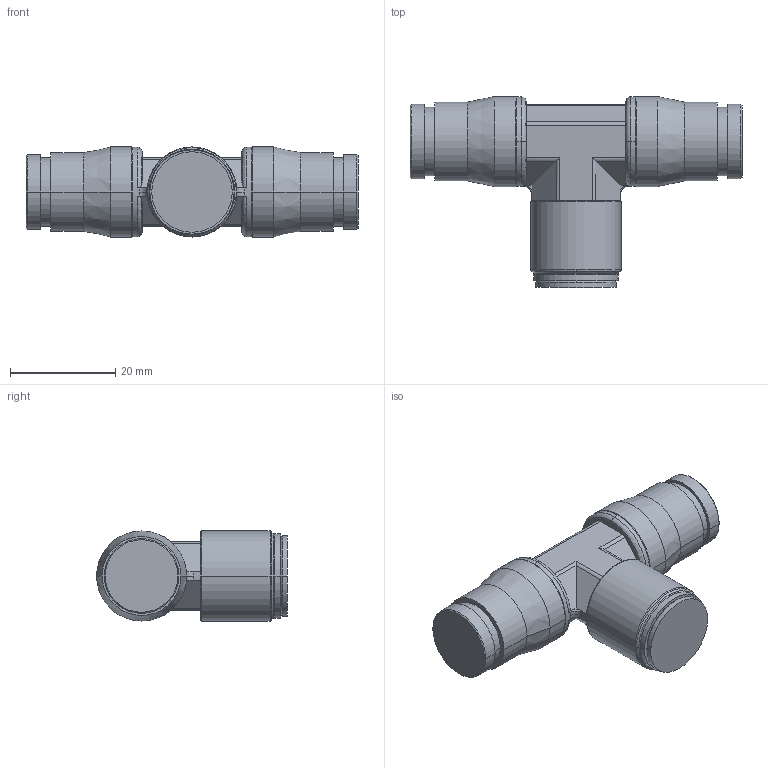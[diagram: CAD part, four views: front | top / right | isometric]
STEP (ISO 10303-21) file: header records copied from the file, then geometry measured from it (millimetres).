
FILE_DESCRIPTION(('STEP AP214'),'1');
FILE_NAME('3808_10_14.stp','2016-07-07T14:27:17',('TraceParts'),('TraceParts S.A.'),'Spatial InterOp 3D',' ',' ');
FILE_SCHEMA(('automotive_design'));
Length unit declared in the file: millimetre
Products named in the file (1): 1
Bounding box: 63.03 x 36.25 x 17.1 mm (x, y, z)
Volume: 15671.4 mm3; surface area: 4808.4 mm2
Topology: 1 solids, 1 shells, 116 faces, 297 edges, 187 vertices
Faces by surface type: cylinder 47, plane 25, cone 24, torus 20
Entity records: 3717 total; most frequent: CARTESIAN_POINT 829, DIRECTION 644, ORIENTED_EDGE 594, EDGE_CURVE 297, AXIS2_PLACEMENT_3D 262, VERTEX_POINT 187, CIRCLE 141, EDGE_LOOP 120
